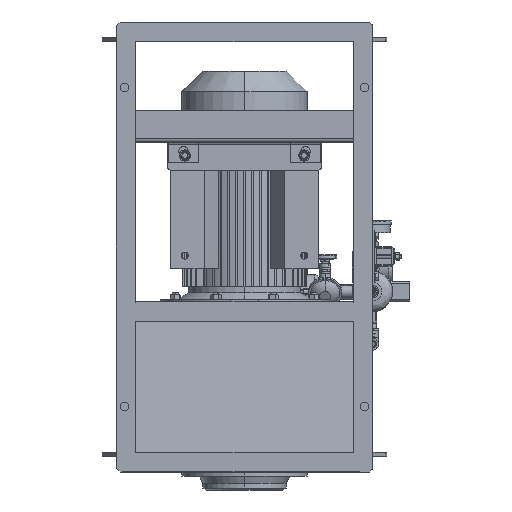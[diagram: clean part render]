
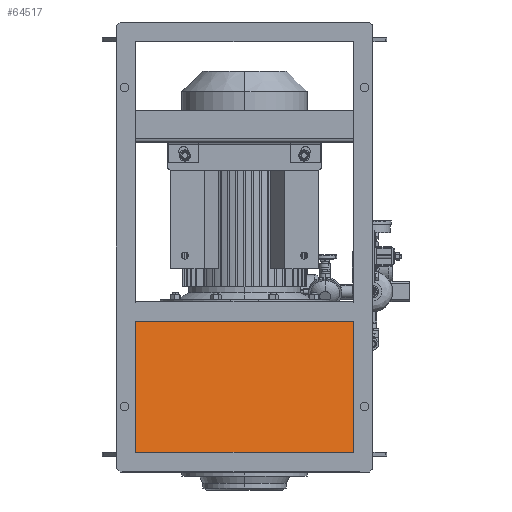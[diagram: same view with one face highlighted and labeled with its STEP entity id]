
A CAD part, front view. The second image highlights one B-rep face of the part: STEP entity #64517.
In plain terms, the highlighted planar face has unit normal (0, -0.988, 0.155).
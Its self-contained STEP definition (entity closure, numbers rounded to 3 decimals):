
#168 = CARTESIAN_POINT ( 'NONE',  ( 290., -418.976, -122.532 ) ) ;
#2438 = EDGE_CURVE ( 'NONE', #118282, #111360, #90906, .T. ) ;
#4877 = FACE_OUTER_BOUND ( 'NONE', #68489, .T. ) ;
#7358 = LINE ( 'NONE', #168, #32256 ) ;
#7863 = CARTESIAN_POINT ( 'NONE',  ( 290., -418.976, -122.532 ) ) ;
#9267 = DIRECTION ( 'NONE',  ( -1., 0., 0. ) ) ;
#11658 = DIRECTION ( 'NONE',  ( 0., -0.155, -0.988 ) ) ;
#25052 = EDGE_CURVE ( 'NONE', #100678, #88047, #7358, .T. ) ;
#25051 = LINE ( 'NONE', #119929, #97962 ) ;
#26140 = ORIENTED_EDGE ( 'NONE', *, *, #64394, .F. ) ;
#32256 = VECTOR ( 'NONE', #9267, 1000. ) ;
#33698 = ORIENTED_EDGE ( 'NONE', *, *, #2438, .T. ) ;
#43834 = EDGE_CURVE ( 'NONE', #111360, #88047, #25051, .T. ) ;
#49003 = DIRECTION ( 'NONE',  ( 0., 0.155, 0.988 ) ) ;
#57751 = PLANE ( 'NONE',  #67880 ) ;
#59137 = LINE ( 'NONE', #7863, #94783 ) ;
#59719 = CARTESIAN_POINT ( 'NONE',  ( -290., -363.976, 227. ) ) ;
#64394 = EDGE_CURVE ( 'NONE', #118282, #100678, #59137, .T. ) ;
#64517 = ADVANCED_FACE ( 'NONE', ( #4877 ), #57751, .F. ) ;
#67880 = AXIS2_PLACEMENT_3D ( 'NONE', #78107, #87684, #49003 ) ;
#68489 = EDGE_LOOP ( 'NONE', ( #33698, #83589, #109782, #26140 ) ) ;
#73911 = CARTESIAN_POINT ( 'NONE',  ( -290., -418.976, -122.532 ) ) ;
#78107 = CARTESIAN_POINT ( 'NONE',  ( 290., -418.976, -122.532 ) ) ;
#81885 = CARTESIAN_POINT ( 'NONE',  ( 290., -363.976, 227. ) ) ;
#83589 = ORIENTED_EDGE ( 'NONE', *, *, #43834, .T. ) ;
#83607 = DIRECTION ( 'NONE',  ( -1., 0., 0. ) ) ;
#87684 = DIRECTION ( 'NONE',  ( 0., 0.988, -0.155 ) ) ;
#88047 = VERTEX_POINT ( 'NONE', #73911 ) ;
#90464 = CARTESIAN_POINT ( 'NONE',  ( 290., -418.976, -122.532 ) ) ;
#90906 = LINE ( 'NONE', #81885, #103319 ) ;
#94783 = VECTOR ( 'NONE', #124881, 1000. ) ;
#97962 = VECTOR ( 'NONE', #11658, 1000. ) ;
#100678 = VERTEX_POINT ( 'NONE', #90464 ) ;
#103319 = VECTOR ( 'NONE', #83607, 1000. ) ;
#109782 = ORIENTED_EDGE ( 'NONE', *, *, #25052, .F. ) ;
#110953 = CARTESIAN_POINT ( 'NONE',  ( 290., -363.976, 227. ) ) ;
#111360 = VERTEX_POINT ( 'NONE', #59719 ) ;
#118282 = VERTEX_POINT ( 'NONE', #110953 ) ;
#119929 = CARTESIAN_POINT ( 'NONE',  ( -290., -418.976, -122.532 ) ) ;
#124881 = DIRECTION ( 'NONE',  ( 0., -0.155, -0.988 ) ) ;
